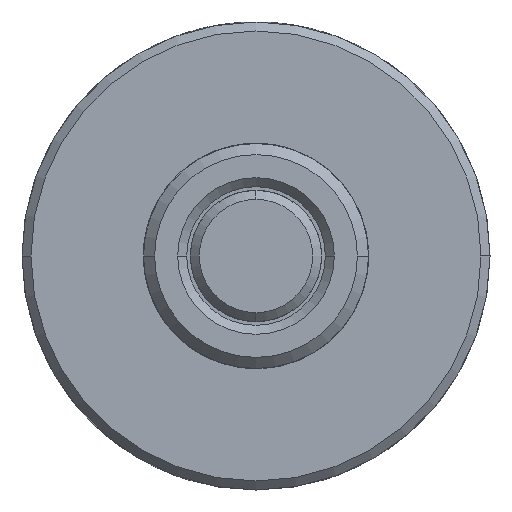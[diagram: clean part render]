
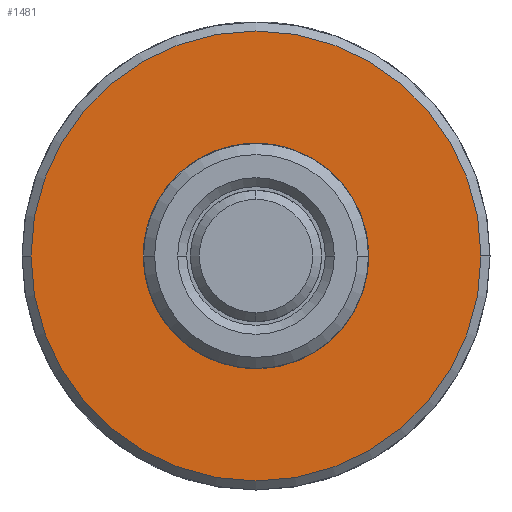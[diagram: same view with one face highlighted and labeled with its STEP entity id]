
A CAD part, left-side view. The second image highlights one B-rep face of the part: STEP entity #1481.
In plain terms, the highlighted planar face has unit normal (-1, 0, 0).
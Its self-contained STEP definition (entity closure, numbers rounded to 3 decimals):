
#9 = DIRECTION ( 'NONE',  ( 1., 0., 0. ) ) ;
#257 = CARTESIAN_POINT ( 'NONE',  ( 16.764, 0., -19.05 ) ) ;
#302 = PLANE ( 'NONE',  #1728 ) ;
#545 = CARTESIAN_POINT ( 'NONE',  ( 16.764, 0., 0. ) ) ;
#619 = FACE_OUTER_BOUND ( 'NONE', #1977, .T. ) ;
#730 = CARTESIAN_POINT ( 'NONE',  ( 16.764, 0., 0. ) ) ;
#734 = CIRCLE ( 'NONE', #3506, 19.05 ) ;
#869 = EDGE_CURVE ( 'NONE', #890, #891, #3656, .T. ) ;
#882 = DIRECTION ( 'NONE',  ( 1., 0., 0. ) ) ;
#890 = VERTEX_POINT ( 'NONE', #3722 ) ;
#891 = VERTEX_POINT ( 'NONE', #4058 ) ;
#914 = CIRCLE ( 'NONE', #1423, 9.493 ) ;
#948 = DIRECTION ( 'NONE',  ( 0., 0., -1. ) ) ;
#1143 = ORIENTED_EDGE ( 'NONE', *, *, #1918, .T. ) ;
#1173 = DIRECTION ( 'NONE',  ( 1., 0., 0. ) ) ;
#1245 = CARTESIAN_POINT ( 'NONE',  ( 16.764, 0., 0. ) ) ;
#1285 = EDGE_CURVE ( 'NONE', #1862, #2370, #2189, .T. ) ;
#1423 = AXIS2_PLACEMENT_3D ( 'NONE', #1245, #9, #948 ) ;
#1481 = ADVANCED_FACE ( 'NONE', ( #619, #3148 ), #302, .F. ) ;
#1534 = CARTESIAN_POINT ( 'NONE',  ( 16.764, 0., 19.05 ) ) ;
#1556 = ORIENTED_EDGE ( 'NONE', *, *, #3194, .F. ) ;
#1728 = AXIS2_PLACEMENT_3D ( 'NONE', #3816, #4112, #3796 ) ;
#1792 = AXIS2_PLACEMENT_3D ( 'NONE', #1836, #882, #2153 ) ;
#1803 = DIRECTION ( 'NONE',  ( 1., 0., 0. ) ) ;
#1836 = CARTESIAN_POINT ( 'NONE',  ( 16.764, 0., 0. ) ) ;
#1862 = VERTEX_POINT ( 'NONE', #1534 ) ;
#1918 = EDGE_CURVE ( 'NONE', #891, #890, #914, .T. ) ;
#1977 = EDGE_LOOP ( 'NONE', ( #3737, #1556 ) ) ;
#1989 = DIRECTION ( 'NONE',  ( 0., 0., -1. ) ) ;
#2045 = ORIENTED_EDGE ( 'NONE', *, *, #869, .T. ) ;
#2153 = DIRECTION ( 'NONE',  ( 0., 0., -1. ) ) ;
#2189 = CIRCLE ( 'NONE', #1792, 19.05 ) ;
#2370 = VERTEX_POINT ( 'NONE', #257 ) ;
#2849 = AXIS2_PLACEMENT_3D ( 'NONE', #545, #1803, #3075 ) ;
#3070 = EDGE_LOOP ( 'NONE', ( #2045, #1143 ) ) ;
#3075 = DIRECTION ( 'NONE',  ( 0., 0., -1. ) ) ;
#3148 = FACE_BOUND ( 'NONE', #3070, .T. ) ;
#3194 = EDGE_CURVE ( 'NONE', #2370, #1862, #734, .T. ) ;
#3506 = AXIS2_PLACEMENT_3D ( 'NONE', #730, #1173, #1989 ) ;
#3656 = CIRCLE ( 'NONE', #2849, 9.493 ) ;
#3722 = CARTESIAN_POINT ( 'NONE',  ( 16.764, 0., -9.493 ) ) ;
#3737 = ORIENTED_EDGE ( 'NONE', *, *, #1285, .F. ) ;
#3796 = DIRECTION ( 'NONE',  ( 0., 0., -1. ) ) ;
#3816 = CARTESIAN_POINT ( 'NONE',  ( 16.764, 0., 0. ) ) ;
#4058 = CARTESIAN_POINT ( 'NONE',  ( 16.764, 0., 9.493 ) ) ;
#4112 = DIRECTION ( 'NONE',  ( 1., 0., 0. ) ) ;
